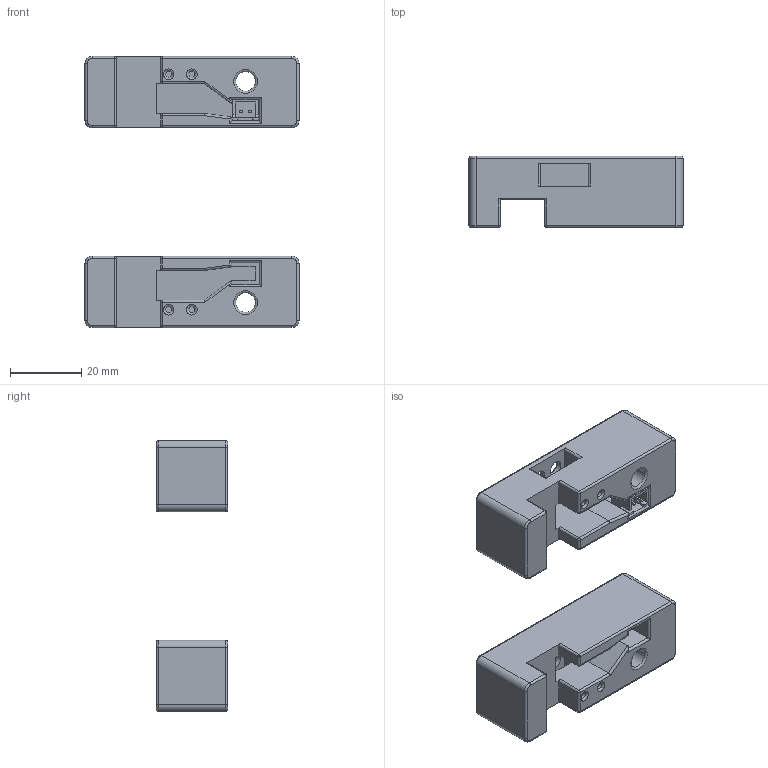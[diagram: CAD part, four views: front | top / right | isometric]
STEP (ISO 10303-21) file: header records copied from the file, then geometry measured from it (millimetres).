
FILE_DESCRIPTION(/* description */ (''),/* implementation_level */ '2;1');
FILE_NAME(/* name */ 'B-Endstop_Block_B_2-B.stp',/* time_stamp */ '2020-11-02T15:55:37-08:00',/* author */ (''),/* organization */ (''),/* preprocessor_version */ 'ST-DEVELOPER v18.1',/* originating_system */ 'Autodesk Translation Framework v9.3.0.1241',/* authorisation */ '');
FILE_SCHEMA (('AUTOMOTIVE_DESIGN { 1 0 10303 214 3 1 1 }'));
Length unit declared in the file: millimetre
Products named in the file (2): Endstop Bloco; JST - XH - Thru (V) - 2Pin - 2.54mm v1
Assembly tree (1 placements, depth 2):
  Endstop Bloco
    JST - XH - Thru (V) - 2Pin - 2.54mm v1
Bounding box: 60 x 20 x 76 mm (x, y, z)
Volume: 34054 mm3; surface area: 14958.8 mm2
Topology: 3 solids, 23 shells, 430 faces, 1012 edges, 634 vertices
Faces by surface type: plane 269, cylinder 80, bspline 39, torus 28, sphere 12, cone 2
Full cylindrical faces by diameter (mm): 1.8 x4, 4.2 x4, 5.5 x2, 10 x2
Entity records: 12831 total; most frequent: CARTESIAN_POINT 2906, ORIENTED_EDGE 2024, DIRECTION 1914, EDGE_CURVE 1012, LINE 742, VECTOR 742, VERTEX_POINT 634, AXIS2_PLACEMENT_3D 586
